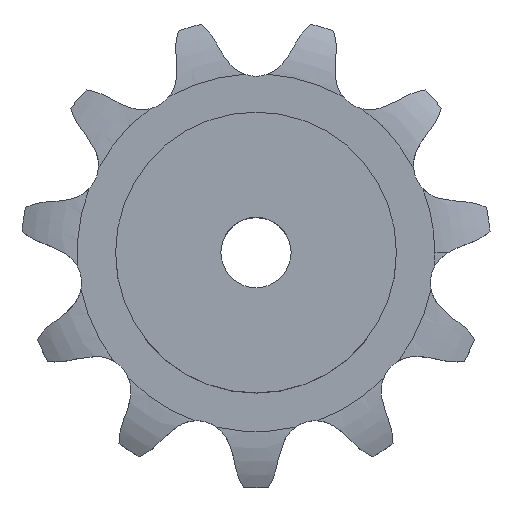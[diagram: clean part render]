
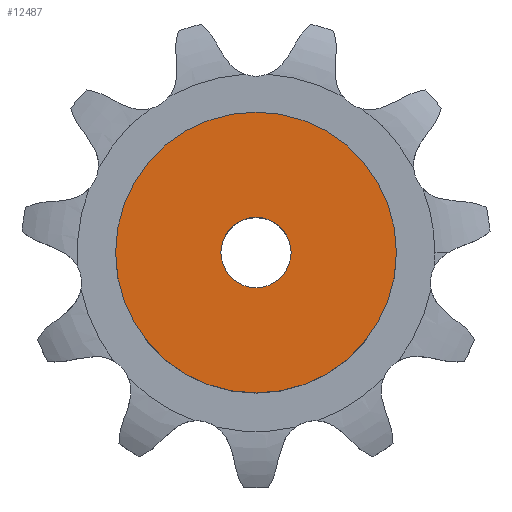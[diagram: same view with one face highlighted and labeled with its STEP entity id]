
A CAD part, top view. The second image highlights one B-rep face of the part: STEP entity #12487.
In plain terms, the highlighted planar face has unit normal (0, 0, 1).
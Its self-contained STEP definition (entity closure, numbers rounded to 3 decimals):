
#2055 = CYLINDRICAL_SURFACE('',#2056,60.);
#2056 = AXIS2_PLACEMENT_3D('',#2057,#2058,#2059);
#2057 = CARTESIAN_POINT('',(0.,0.,0.));
#2058 = DIRECTION('',(-0.,-0.,-1.));
#2059 = DIRECTION('',(1.,0.,0.));
#8236 = VERTEX_POINT('',#8237);
#8237 = CARTESIAN_POINT('',(60.,0.,80.));
#8258 = EDGE_CURVE('',#8236,#8236,#8259,.T.);
#8259 = SURFACE_CURVE('',#8260,(#8265,#8272),.PCURVE_S1.);
#8260 = CIRCLE('',#8261,60.);
#8261 = AXIS2_PLACEMENT_3D('',#8262,#8263,#8264);
#8262 = CARTESIAN_POINT('',(0.,0.,80.));
#8263 = DIRECTION('',(0.,0.,1.));
#8264 = DIRECTION('',(1.,0.,0.));
#8265 = PCURVE('',#2055,#8266);
#8266 = DEFINITIONAL_REPRESENTATION('',(#8267),#8271);
#8267 = LINE('',#8268,#8269);
#8268 = CARTESIAN_POINT('',(-0.,-80.));
#8269 = VECTOR('',#8270,1.);
#8270 = DIRECTION('',(-1.,0.));
#8271 = ( GEOMETRIC_REPRESENTATION_CONTEXT(2) 
PARAMETRIC_REPRESENTATION_CONTEXT() REPRESENTATION_CONTEXT('2D SPACE',''
  ) );
#8272 = PCURVE('',#8273,#8278);
#8273 = PLANE('',#8274);
#8274 = AXIS2_PLACEMENT_3D('',#8275,#8276,#8277);
#8275 = CARTESIAN_POINT('',(0.,0.,80.)
  );
#8276 = DIRECTION('',(0.,0.,1.));
#8277 = DIRECTION('',(1.,0.,0.));
#8278 = DEFINITIONAL_REPRESENTATION('',(#8279),#8283);
#8279 = CIRCLE('',#8280,60.);
#8280 = AXIS2_PLACEMENT_2D('',#8281,#8282);
#8281 = CARTESIAN_POINT('',(0.,0.));
#8282 = DIRECTION('',(1.,0.));
#8283 = ( GEOMETRIC_REPRESENTATION_CONTEXT(2) 
PARAMETRIC_REPRESENTATION_CONTEXT() REPRESENTATION_CONTEXT('2D SPACE',''
  ) );
#10784 = CYLINDRICAL_SURFACE('',#10785,15.);
#10785 = AXIS2_PLACEMENT_3D('',#10786,#10787,#10788);
#10786 = CARTESIAN_POINT('',(0.,0.,355.498));
#10787 = DIRECTION('',(0.,0.,1.));
#10788 = DIRECTION('',(1.,0.,0.));
#12487 = ADVANCED_FACE('',(#12488,#12491),#8273,.T.);
#12488 = FACE_BOUND('',#12489,.T.);
#12489 = EDGE_LOOP('',(#12490));
#12490 = ORIENTED_EDGE('',*,*,#8258,.T.);
#12491 = FACE_BOUND('',#12492,.T.);
#12492 = EDGE_LOOP('',(#12493));
#12493 = ORIENTED_EDGE('',*,*,#12494,.F.);
#12494 = EDGE_CURVE('',#12495,#12495,#12497,.T.);
#12495 = VERTEX_POINT('',#12496);
#12496 = CARTESIAN_POINT('',(15.,0.,80.));
#12497 = SURFACE_CURVE('',#12498,(#12503,#12510),.PCURVE_S1.);
#12498 = CIRCLE('',#12499,15.);
#12499 = AXIS2_PLACEMENT_3D('',#12500,#12501,#12502);
#12500 = CARTESIAN_POINT('',(0.,0.,80.));
#12501 = DIRECTION('',(0.,0.,1.));
#12502 = DIRECTION('',(1.,0.,0.));
#12503 = PCURVE('',#8273,#12504);
#12504 = DEFINITIONAL_REPRESENTATION('',(#12505),#12509);
#12505 = CIRCLE('',#12506,15.);
#12506 = AXIS2_PLACEMENT_2D('',#12507,#12508);
#12507 = CARTESIAN_POINT('',(0.,0.));
#12508 = DIRECTION('',(1.,0.));
#12509 = ( GEOMETRIC_REPRESENTATION_CONTEXT(2) 
PARAMETRIC_REPRESENTATION_CONTEXT() REPRESENTATION_CONTEXT('2D SPACE',''
  ) );
#12510 = PCURVE('',#10784,#12511);
#12511 = DEFINITIONAL_REPRESENTATION('',(#12512),#12516);
#12512 = LINE('',#12513,#12514);
#12513 = CARTESIAN_POINT('',(0.,-275.498));
#12514 = VECTOR('',#12515,1.);
#12515 = DIRECTION('',(1.,0.));
#12516 = ( GEOMETRIC_REPRESENTATION_CONTEXT(2) 
PARAMETRIC_REPRESENTATION_CONTEXT() REPRESENTATION_CONTEXT('2D SPACE',''
  ) );
